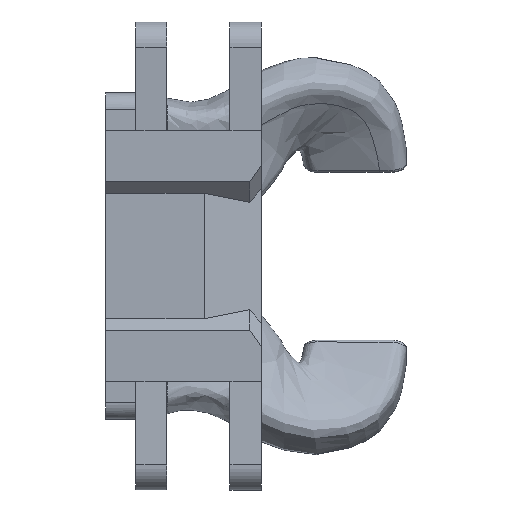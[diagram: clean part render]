
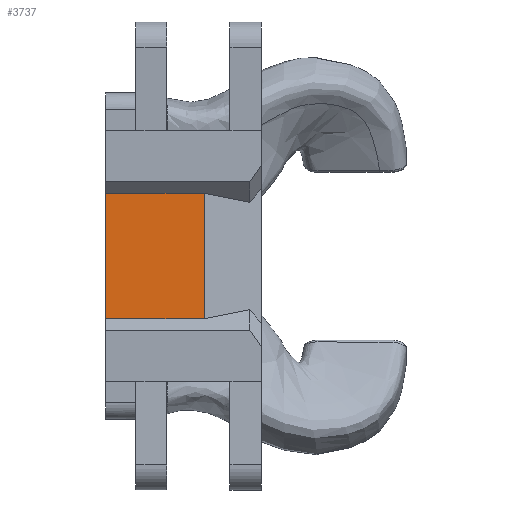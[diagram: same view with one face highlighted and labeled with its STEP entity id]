
A CAD part, top view. The second image highlights one B-rep face of the part: STEP entity #3737.
In plain terms, the highlighted planar face has unit normal (0, 0, 1).
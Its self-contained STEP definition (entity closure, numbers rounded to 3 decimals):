
#157=PLANE('',#3960);
#343=FACE_OUTER_BOUND('',#530,.T.);
#530=EDGE_LOOP('',(#3011,#3012,#3013,#3014));
#746=LINE('',#13781,#1003);
#757=LINE('',#13810,#1014);
#811=LINE('',#15245,#1068);
#812=LINE('',#15246,#1069);
#1003=VECTOR('',#4272,17.3);
#1014=VECTOR('',#4295,22.);
#1068=VECTOR('',#4427,22.);
#1069=VECTOR('',#4428,17.3);
#1617=VERTEX_POINT('',#13778);
#1618=VERTEX_POINT('',#13780);
#1630=VERTEX_POINT('',#13809);
#1701=VERTEX_POINT('',#15244);
#2094=EDGE_CURVE('',#1618,#1617,#746,.T.);
#2109=EDGE_CURVE('',#1630,#1618,#757,.T.);
#2202=EDGE_CURVE('',#1617,#1701,#811,.T.);
#2203=EDGE_CURVE('',#1630,#1701,#812,.T.);
#3011=ORIENTED_EDGE('',*,*,#2202,.T.);
#3012=ORIENTED_EDGE('',*,*,#2203,.F.);
#3013=ORIENTED_EDGE('',*,*,#2109,.T.);
#3014=ORIENTED_EDGE('',*,*,#2094,.T.);
#3737=ADVANCED_FACE('',(#343),#157,.F.);
#3960=AXIS2_PLACEMENT_3D('',#15243,#4425,#4426);
#4272=DIRECTION('',(1.,0.,0.));
#4295=DIRECTION('',(0.,-1.,0.));
#4425=DIRECTION('center_axis',(0.,0.,
-1.));
#4426=DIRECTION('ref_axis',(0.,-1.,0.));
#4427=DIRECTION('',(0.,1.,0.));
#4428=DIRECTION('',(1.,0.,0.));
#13778=CARTESIAN_POINT('',(68.975,175.438,36.5));
#13780=CARTESIAN_POINT('',(51.675,175.438,36.5));
#13781=CARTESIAN_POINT('',(51.675,175.438,36.5));
#13809=CARTESIAN_POINT('',(51.675,197.438,36.5));
#13810=CARTESIAN_POINT('',(51.675,197.438,36.5));
#15243=CARTESIAN_POINT('Origin',(78.975,193.438,36.5));
#15244=CARTESIAN_POINT('',(68.975,197.438,36.5));
#15245=CARTESIAN_POINT('',(68.975,175.438,36.5));
#15246=CARTESIAN_POINT('',(51.675,197.438,36.5));
